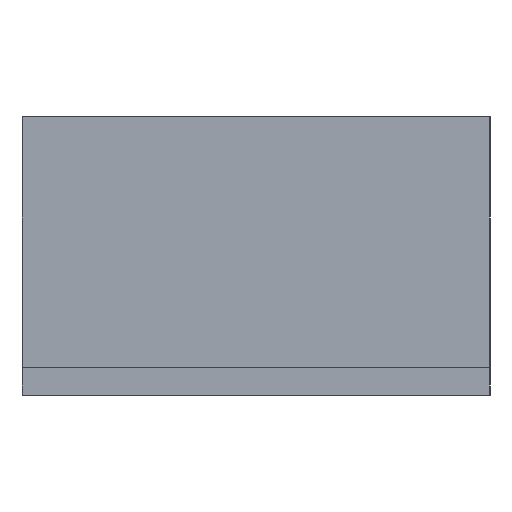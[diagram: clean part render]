
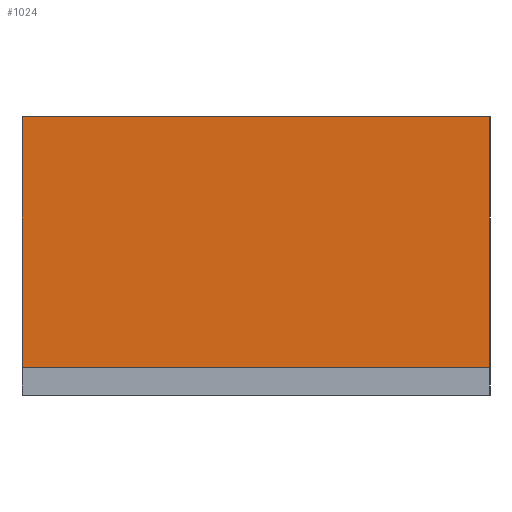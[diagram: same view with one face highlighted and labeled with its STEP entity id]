
A CAD part, left-side view. The second image highlights one B-rep face of the part: STEP entity #1024.
In plain terms, the highlighted planar face has unit normal (-1, 0, 0).
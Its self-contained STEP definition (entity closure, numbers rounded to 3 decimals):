
#72 = PLANE('',#73);
#73 = AXIS2_PLACEMENT_3D('',#74,#75,#76);
#74 = CARTESIAN_POINT('',(0.,0.,2.));
#75 = DIRECTION('',(0.,0.,-1.));
#76 = DIRECTION('',(-1.,0.,0.));
#200 = VERTEX_POINT('',#201);
#201 = CARTESIAN_POINT('',(-29.5,-16.8,2.));
#215 = PLANE('',#216);
#216 = AXIS2_PLACEMENT_3D('',#217,#218,#219);
#217 = CARTESIAN_POINT('',(29.5,-16.8,2.));
#218 = DIRECTION('',(0.,-1.,0.));
#219 = DIRECTION('',(-1.,0.,0.));
#275 = VERTEX_POINT('',#276);
#276 = CARTESIAN_POINT('',(-29.5,16.8,2.));
#313 = PLANE('',#314);
#314 = AXIS2_PLACEMENT_3D('',#315,#316,#317);
#315 = CARTESIAN_POINT('',(-29.5,16.8,2.));
#316 = DIRECTION('',(0.,1.,0.));
#317 = DIRECTION('',(1.,0.,0.));
#564 = EDGE_CURVE('',#200,#275,#565,.T.);
#565 = SURFACE_CURVE('',#566,(#570,#577),.PCURVE_S1.);
#566 = LINE('',#567,#568);
#567 = CARTESIAN_POINT('',(-29.5,-16.8,2.));
#568 = VECTOR('',#569,1.);
#569 = DIRECTION('',(0.,1.,0.));
#570 = PCURVE('',#72,#571);
#571 = DEFINITIONAL_REPRESENTATION('',(#572),#576);
#572 = LINE('',#573,#574);
#573 = CARTESIAN_POINT('',(29.5,-16.8));
#574 = VECTOR('',#575,1.);
#575 = DIRECTION('',(0.,1.));
#576 = ( GEOMETRIC_REPRESENTATION_CONTEXT(2) 
PARAMETRIC_REPRESENTATION_CONTEXT() REPRESENTATION_CONTEXT('2D SPACE',''
  ) );
#577 = PCURVE('',#578,#583);
#578 = PLANE('',#579);
#579 = AXIS2_PLACEMENT_3D('',#580,#581,#582);
#580 = CARTESIAN_POINT('',(-29.5,-16.8,2.));
#581 = DIRECTION('',(-1.,0.,0.));
#582 = DIRECTION('',(0.,1.,0.));
#583 = DEFINITIONAL_REPRESENTATION('',(#584),#588);
#584 = LINE('',#585,#586);
#585 = CARTESIAN_POINT('',(0.,0.));
#586 = VECTOR('',#587,1.);
#587 = DIRECTION('',(1.,0.));
#588 = ( GEOMETRIC_REPRESENTATION_CONTEXT(2) 
PARAMETRIC_REPRESENTATION_CONTEXT() REPRESENTATION_CONTEXT('2D SPACE',''
  ) );
#797 = VERTEX_POINT('',#798);
#798 = CARTESIAN_POINT('',(-29.5,-16.8,20.));
#812 = PLANE('',#813);
#813 = AXIS2_PLACEMENT_3D('',#814,#815,#816);
#814 = CARTESIAN_POINT('',(0.,0.,20.));
#815 = DIRECTION('',(0.,0.,-1.));
#816 = DIRECTION('',(-1.,0.,0.));
#824 = EDGE_CURVE('',#200,#797,#825,.T.);
#825 = SURFACE_CURVE('',#826,(#830,#837),.PCURVE_S1.);
#826 = LINE('',#827,#828);
#827 = CARTESIAN_POINT('',(-29.5,-16.8,2.));
#828 = VECTOR('',#829,1.);
#829 = DIRECTION('',(0.,0.,1.));
#830 = PCURVE('',#215,#831);
#831 = DEFINITIONAL_REPRESENTATION('',(#832),#836);
#832 = LINE('',#833,#834);
#833 = CARTESIAN_POINT('',(59.,0.));
#834 = VECTOR('',#835,1.);
#835 = DIRECTION('',(0.,-1.));
#836 = ( GEOMETRIC_REPRESENTATION_CONTEXT(2) 
PARAMETRIC_REPRESENTATION_CONTEXT() REPRESENTATION_CONTEXT('2D SPACE',''
  ) );
#837 = PCURVE('',#578,#838);
#838 = DEFINITIONAL_REPRESENTATION('',(#839),#843);
#839 = LINE('',#840,#841);
#840 = CARTESIAN_POINT('',(0.,0.));
#841 = VECTOR('',#842,1.);
#842 = DIRECTION('',(0.,-1.));
#843 = ( GEOMETRIC_REPRESENTATION_CONTEXT(2) 
PARAMETRIC_REPRESENTATION_CONTEXT() REPRESENTATION_CONTEXT('2D SPACE',''
  ) );
#849 = EDGE_CURVE('',#275,#850,#852,.T.);
#850 = VERTEX_POINT('',#851);
#851 = CARTESIAN_POINT('',(-29.5,16.8,20.));
#852 = SURFACE_CURVE('',#853,(#857,#864),.PCURVE_S1.);
#853 = LINE('',#854,#855);
#854 = CARTESIAN_POINT('',(-29.5,16.8,2.));
#855 = VECTOR('',#856,1.);
#856 = DIRECTION('',(0.,0.,1.));
#857 = PCURVE('',#313,#858);
#858 = DEFINITIONAL_REPRESENTATION('',(#859),#863);
#859 = LINE('',#860,#861);
#860 = CARTESIAN_POINT('',(0.,0.));
#861 = VECTOR('',#862,1.);
#862 = DIRECTION('',(0.,-1.));
#863 = ( GEOMETRIC_REPRESENTATION_CONTEXT(2) 
PARAMETRIC_REPRESENTATION_CONTEXT() REPRESENTATION_CONTEXT('2D SPACE',''
  ) );
#864 = PCURVE('',#578,#865);
#865 = DEFINITIONAL_REPRESENTATION('',(#866),#870);
#866 = LINE('',#867,#868);
#867 = CARTESIAN_POINT('',(33.6,0.));
#868 = VECTOR('',#869,1.);
#869 = DIRECTION('',(0.,-1.));
#870 = ( GEOMETRIC_REPRESENTATION_CONTEXT(2) 
PARAMETRIC_REPRESENTATION_CONTEXT() REPRESENTATION_CONTEXT('2D SPACE',''
  ) );
#1024 = ADVANCED_FACE('',(#1025),#578,.T.);
#1025 = FACE_BOUND('',#1026,.T.);
#1026 = EDGE_LOOP('',(#1027,#1028,#1049,#1050));
#1027 = ORIENTED_EDGE('',*,*,#824,.T.);
#1028 = ORIENTED_EDGE('',*,*,#1029,.T.);
#1029 = EDGE_CURVE('',#797,#850,#1030,.T.);
#1030 = SURFACE_CURVE('',#1031,(#1035,#1042),.PCURVE_S1.);
#1031 = LINE('',#1032,#1033);
#1032 = CARTESIAN_POINT('',(-29.5,-16.8,20.));
#1033 = VECTOR('',#1034,1.);
#1034 = DIRECTION('',(0.,1.,0.));
#1035 = PCURVE('',#578,#1036);
#1036 = DEFINITIONAL_REPRESENTATION('',(#1037),#1041);
#1037 = LINE('',#1038,#1039);
#1038 = CARTESIAN_POINT('',(0.,-18.));
#1039 = VECTOR('',#1040,1.);
#1040 = DIRECTION('',(1.,0.));
#1041 = ( GEOMETRIC_REPRESENTATION_CONTEXT(2) 
PARAMETRIC_REPRESENTATION_CONTEXT() REPRESENTATION_CONTEXT('2D SPACE',''
  ) );
#1042 = PCURVE('',#812,#1043);
#1043 = DEFINITIONAL_REPRESENTATION('',(#1044),#1048);
#1044 = LINE('',#1045,#1046);
#1045 = CARTESIAN_POINT('',(29.5,-16.8));
#1046 = VECTOR('',#1047,1.);
#1047 = DIRECTION('',(0.,1.));
#1048 = ( GEOMETRIC_REPRESENTATION_CONTEXT(2) 
PARAMETRIC_REPRESENTATION_CONTEXT() REPRESENTATION_CONTEXT('2D SPACE',''
  ) );
#1049 = ORIENTED_EDGE('',*,*,#849,.F.);
#1050 = ORIENTED_EDGE('',*,*,#564,.F.);
